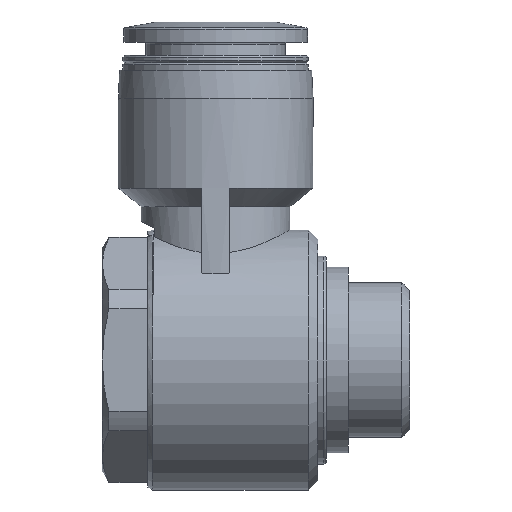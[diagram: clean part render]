
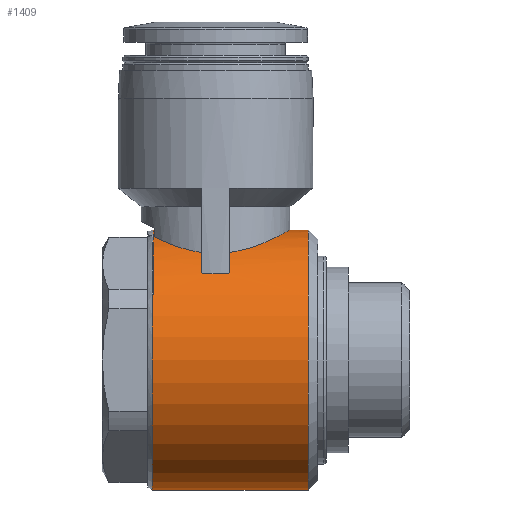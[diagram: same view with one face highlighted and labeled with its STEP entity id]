
A CAD part, left-side view. The second image highlights one B-rep face of the part: STEP entity #1409.
In plain terms, the highlighted cylindrical face has radius 14 mm (diameter 28 mm), a full revolution.
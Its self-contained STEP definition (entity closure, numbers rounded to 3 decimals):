
#66=LINE('',#1969,#102);
#67=LINE('',#1974,#103);
#102=VECTOR('',#1632,1000.);
#103=VECTOR('',#1635,1000.);
#138=B_SPLINE_CURVE_WITH_KNOTS('',3,(#1926,#1927,#1928,#1929,#1930),
 .UNSPECIFIED.,.F.,.F.,(4,1,4),(0.03,0.034,0.037),
 .UNSPECIFIED.);
#139=B_SPLINE_CURVE_WITH_KNOTS('',3,(#1935,#1936,#1937,#1938),
 .UNSPECIFIED.,.F.,.F.,(4,4),(0.014,0.021),
 .UNSPECIFIED.);
#140=B_SPLINE_CURVE_WITH_KNOTS('',3,(#1942,#1943,#1944,#1945),
 .UNSPECIFIED.,.F.,.F.,(4,4),(0.,0.003),.UNSPECIFIED.);
#141=B_SPLINE_CURVE_WITH_KNOTS('',3,(#1949,#1950,#1951,#1952,#1953,#1954,
#1955,#1956,#1957,#1958,#1959),.UNSPECIFIED.,.F.,.F.,(4,1,1,1,1,1,1,1,4),
(0.04,0.043,0.046,0.048,
0.051,0.054,0.057,0.06,
0.062),.UNSPECIFIED.);
#142=B_SPLINE_CURVE_WITH_KNOTS('',3,(#1963,#1964,#1965,#1966),
 .UNSPECIFIED.,.F.,.F.,(4,4),(0.,0.003),.UNSPECIFIED.);
#164=ORIENTED_EDGE('',*,*,#420,.F.);
#165=ORIENTED_EDGE('',*,*,#421,.F.);
#166=ORIENTED_EDGE('',*,*,#422,.T.);
#167=ORIENTED_EDGE('',*,*,#423,.F.);
#168=ORIENTED_EDGE('',*,*,#424,.F.);
#169=ORIENTED_EDGE('',*,*,#425,.F.);
#170=ORIENTED_EDGE('',*,*,#426,.F.);
#171=ORIENTED_EDGE('',*,*,#427,.F.);
#172=ORIENTED_EDGE('',*,*,#428,.F.);
#173=ORIENTED_EDGE('',*,*,#429,.F.);
#174=ORIENTED_EDGE('',*,*,#430,.F.);
#175=ORIENTED_EDGE('',*,*,#431,.F.);
#176=ORIENTED_EDGE('',*,*,#432,.T.);
#177=ORIENTED_EDGE('',*,*,#433,.T.);
#178=ORIENTED_EDGE('',*,*,#434,.F.);
#420=EDGE_CURVE('',#548,#548,#641,.T.);
#421=EDGE_CURVE('',#549,#550,#138,.T.);
#422=EDGE_CURVE('',#549,#551,#642,.T.);
#423=EDGE_CURVE('',#552,#551,#139,.T.);
#424=EDGE_CURVE('',#553,#552,#643,.T.);
#425=EDGE_CURVE('',#554,#553,#140,.T.);
#426=EDGE_CURVE('',#555,#554,#644,.T.);
#427=EDGE_CURVE('',#556,#555,#141,.T.);
#428=EDGE_CURVE('',#557,#556,#645,.T.);
#429=EDGE_CURVE('',#558,#557,#142,.T.);
#430=EDGE_CURVE('',#550,#558,#646,.T.);
#431=EDGE_CURVE('',#559,#560,#66,.T.);
#432=EDGE_CURVE('',#559,#561,#647,.T.);
#433=EDGE_CURVE('',#561,#562,#67,.T.);
#434=EDGE_CURVE('',#560,#562,#648,.T.);
#548=VERTEX_POINT('',#1925);
#549=VERTEX_POINT('',#1931);
#550=VERTEX_POINT('',#1932);
#551=VERTEX_POINT('',#1934);
#552=VERTEX_POINT('',#1939);
#553=VERTEX_POINT('',#1941);
#554=VERTEX_POINT('',#1946);
#555=VERTEX_POINT('',#1948);
#556=VERTEX_POINT('',#1960);
#557=VERTEX_POINT('',#1962);
#558=VERTEX_POINT('',#1967);
#559=VERTEX_POINT('',#1970);
#560=VERTEX_POINT('',#1971);
#561=VERTEX_POINT('',#1973);
#562=VERTEX_POINT('',#1975);
#641=CIRCLE('',#1483,14.);
#642=CIRCLE('',#1484,14.);
#643=CIRCLE('',#1485,14.);
#644=CIRCLE('',#1486,14.);
#645=CIRCLE('',#1487,14.);
#646=CIRCLE('',#1488,14.);
#647=CIRCLE('',#1489,14.);
#648=CIRCLE('',#1490,14.);
#706=EDGE_LOOP('',(#164));
#707=EDGE_LOOP('',(#165,#166,#167,#168,#169,#170,#171,#172,#173,#174));
#708=EDGE_LOOP('',(#175,#176,#177,#178));
#807=FACE_BOUND('',#706,.T.);
#808=FACE_BOUND('',#707,.T.);
#809=FACE_BOUND('',#708,.T.);
#908=CYLINDRICAL_SURFACE('',#1482,14.);
#1409=ADVANCED_FACE('',(#807,#808,#809),#908,.T.);
#1482=AXIS2_PLACEMENT_3D('',#1923,#1618,#1619);
#1483=AXIS2_PLACEMENT_3D('',#1924,#1620,#1621);
#1484=AXIS2_PLACEMENT_3D('',#1933,#1622,#1623);
#1485=AXIS2_PLACEMENT_3D('',#1940,#1624,#1625);
#1486=AXIS2_PLACEMENT_3D('',#1947,#1626,#1627);
#1487=AXIS2_PLACEMENT_3D('',#1961,#1628,#1629);
#1488=AXIS2_PLACEMENT_3D('',#1968,#1630,#1631);
#1489=AXIS2_PLACEMENT_3D('',#1972,#1633,#1634);
#1490=AXIS2_PLACEMENT_3D('',#1976,#1636,#1637);
#1618=DIRECTION('',(0.,-1.,0.));
#1619=DIRECTION('',(1.,0.,0.));
#1620=DIRECTION('',(0.,-1.,0.));
#1621=DIRECTION('',(1.,0.,0.));
#1622=DIRECTION('',(0.,1.,0.));
#1623=DIRECTION('',(1.,0.,0.));
#1624=DIRECTION('',(0.,-1.,0.));
#1625=DIRECTION('',(1.,0.,0.));
#1626=DIRECTION('',(0.,1.,0.));
#1627=DIRECTION('',(-1.,0.,0.));
#1628=DIRECTION('',(0.,1.,0.));
#1629=DIRECTION('',(-1.,0.,0.));
#1630=DIRECTION('',(0.,-1.,0.));
#1631=DIRECTION('',(1.,0.,0.));
#1632=DIRECTION('',(0.,-1.,0.));
#1633=DIRECTION('',(0.,-1.,0.));
#1634=DIRECTION('',(1.,0.,0.));
#1635=DIRECTION('',(0.,-1.,0.));
#1636=DIRECTION('',(0.,1.,0.));
#1637=DIRECTION('',(0.,0.,1.));
#1923=CARTESIAN_POINT('',(0.,-20.9,0.));
#1924=CARTESIAN_POINT('',(0.,-9.99,0.));
#1925=CARTESIAN_POINT('',(14.,-9.99,0.));
#1926=CARTESIAN_POINT('',(-4.492,6.62,13.26));
#1927=CARTESIAN_POINT('',(-5.364,6.028,12.964));
#1928=CARTESIAN_POINT('',(-6.832,4.54,12.273));
#1929=CARTESIAN_POINT('',(-7.657,2.555,11.723));
#1930=CARTESIAN_POINT('',(-7.858,1.5,11.587));
#1931=CARTESIAN_POINT('',(-4.492,6.62,13.26));
#1932=CARTESIAN_POINT('',(-7.858,1.5,11.587));
#1933=CARTESIAN_POINT('',(0.,6.62,0.));
#1934=CARTESIAN_POINT('',(4.492,6.62,13.26));
#1935=CARTESIAN_POINT('',(7.858,1.5,11.587));
#1936=CARTESIAN_POINT('',(7.456,3.608,11.86));
#1937=CARTESIAN_POINT('',(6.212,5.453,12.677));
#1938=CARTESIAN_POINT('',(4.492,6.62,13.26));
#1939=CARTESIAN_POINT('',(7.858,1.5,11.587));
#1940=CARTESIAN_POINT('',(0.,1.5,0.));
#1941=CARTESIAN_POINT('',(10.392,1.5,9.381));
#1942=CARTESIAN_POINT('',(10.392,-1.5,9.381));
#1943=CARTESIAN_POINT('',(10.536,-0.508,9.222));
#1944=CARTESIAN_POINT('',(10.536,0.507,9.222));
#1945=CARTESIAN_POINT('',(10.392,1.5,9.381));
#1946=CARTESIAN_POINT('',(10.392,-1.5,9.381));
#1947=CARTESIAN_POINT('',(0.,-1.5,0.));
#1948=CARTESIAN_POINT('',(7.858,-1.5,11.587));
#1949=CARTESIAN_POINT('',(-7.858,-1.5,11.587));
#1950=CARTESIAN_POINT('',(-7.682,-2.422,11.706));
#1951=CARTESIAN_POINT('',(-7.006,-4.178,12.157));
#1952=CARTESIAN_POINT('',(-5.224,-6.259,13.054));
#1953=CARTESIAN_POINT('',(-2.831,-7.658,13.801));
#1954=CARTESIAN_POINT('',(0.023,-8.173,14.101));
#1955=CARTESIAN_POINT('',(2.849,-7.65,13.796));
#1956=CARTESIAN_POINT('',(5.247,-6.24,13.045));
#1957=CARTESIAN_POINT('',(7.013,-4.161,12.152));
#1958=CARTESIAN_POINT('',(7.683,-2.419,11.706));
#1959=CARTESIAN_POINT('',(7.858,-1.5,11.587));
#1960=CARTESIAN_POINT('',(-7.858,-1.5,11.587));
#1961=CARTESIAN_POINT('',(0.,-1.5,0.));
#1962=CARTESIAN_POINT('',(-10.392,-1.5,9.381));
#1963=CARTESIAN_POINT('',(-10.392,1.5,9.381));
#1964=CARTESIAN_POINT('',(-10.536,0.508,9.222));
#1965=CARTESIAN_POINT('',(-10.536,-0.507,9.222));
#1966=CARTESIAN_POINT('',(-10.392,-1.5,9.381));
#1967=CARTESIAN_POINT('',(-10.392,1.5,9.381));
#1968=CARTESIAN_POINT('',(0.,1.5,0.));
#1969=CARTESIAN_POINT('',(-12.124,12.2,7.));
#1970=CARTESIAN_POINT('',(-12.124,6.8,7.));
#1971=CARTESIAN_POINT('',(-12.124,6.729,7.));
#1972=CARTESIAN_POINT('',(0.,6.8,0.));
#1973=CARTESIAN_POINT('',(12.124,6.8,7.));
#1974=CARTESIAN_POINT('',(12.124,12.2,7.));
#1975=CARTESIAN_POINT('',(12.124,6.729,7.));
#1976=CARTESIAN_POINT('',(0.,6.729,0.));
